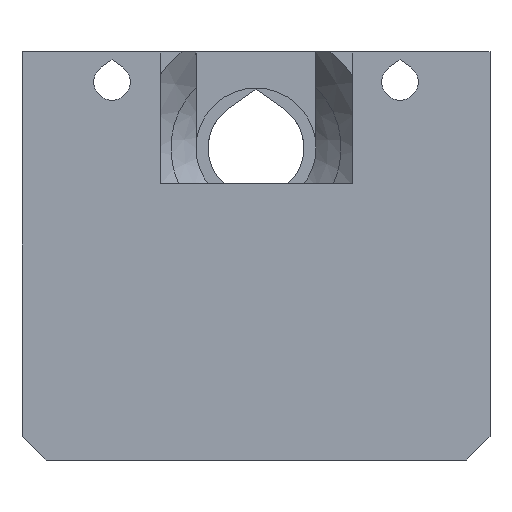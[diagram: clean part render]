
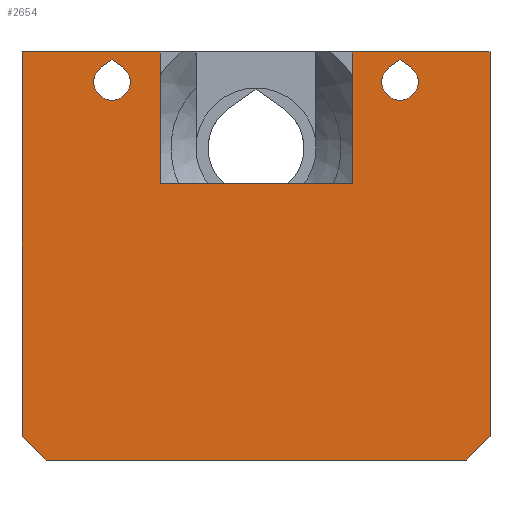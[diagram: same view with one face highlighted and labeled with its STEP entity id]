
A CAD part, front view. The second image highlights one B-rep face of the part: STEP entity #2654.
In plain terms, the highlighted planar face has unit normal (0, -1, 0).
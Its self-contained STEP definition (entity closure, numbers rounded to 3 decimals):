
#32=FACE_BOUND('',#1057,.T.);
#33=FACE_BOUND('',#1058,.T.);
#134=PLANE('',#2848);
#167=LINE('',#3654,#475);
#179=LINE('',#3686,#487);
#212=LINE('',#3758,#520);
#215=LINE('',#3763,#523);
#216=LINE('',#3765,#524);
#306=LINE('',#3989,#614);
#308=LINE('',#3992,#616);
#423=LINE('',#4291,#731);
#425=LINE('',#4295,#733);
#430=LINE('',#4305,#738);
#433=LINE('',#4310,#741);
#437=LINE('',#4319,#745);
#441=LINE('',#4326,#749);
#444=LINE('',#4333,#752);
#475=VECTOR('',#2945,10.);
#487=VECTOR('',#2957,10.);
#520=VECTOR('',#3018,10.);
#523=VECTOR('',#3023,10.);
#524=VECTOR('',#3026,10.);
#614=VECTOR('',#3226,10.);
#616=VECTOR('',#3230,10.);
#731=VECTOR('',#3491,10.);
#733=VECTOR('',#3495,10.);
#738=VECTOR('',#3504,10.);
#741=VECTOR('',#3509,10.);
#745=VECTOR('',#3517,10.);
#749=VECTOR('',#3525,10.);
#752=VECTOR('',#3536,10.);
#906=FACE_OUTER_BOUND('',#1056,.T.);
#1056=EDGE_LOOP('',(#2466,#2467,#2468,#2469,#2470,#2471,#2472,#2473,#2474,
#2475));
#1057=EDGE_LOOP('',(#2476,#2477,#2478));
#1058=EDGE_LOOP('',(#2479,#2480,#2481));
#1132=CIRCLE('',#2847,1.525);
#1133=CIRCLE('',#2849,1.525);
#1169=VERTEX_POINT('',#3651);
#1170=VERTEX_POINT('',#3653);
#1183=VERTEX_POINT('',#3683);
#1184=VERTEX_POINT('',#3685);
#1208=VERTEX_POINT('',#3755);
#1209=VERTEX_POINT('',#3757);
#1210=VERTEX_POINT('',#3761);
#1283=VERTEX_POINT('',#3988);
#1376=VERTEX_POINT('',#4289);
#1377=VERTEX_POINT('',#4293);
#1379=VERTEX_POINT('',#4302);
#1380=VERTEX_POINT('',#4304);
#1381=VERTEX_POINT('',#4308);
#1383=VERTEX_POINT('',#4316);
#1384=VERTEX_POINT('',#4318);
#1385=VERTEX_POINT('',#4325);
#1431=EDGE_CURVE('',#1170,#1169,#167,.T.);
#1445=EDGE_CURVE('',#1184,#1183,#179,.T.);
#1482=EDGE_CURVE('',#1209,#1208,#212,.T.);
#1485=EDGE_CURVE('',#1208,#1210,#215,.T.);
#1486=EDGE_CURVE('',#1184,#1210,#216,.T.);
#1592=EDGE_CURVE('',#1283,#1209,#306,.T.);
#1594=EDGE_CURVE('',#1283,#1169,#308,.T.);
#1739=EDGE_CURVE('',#1183,#1376,#423,.T.);
#1741=EDGE_CURVE('',#1377,#1170,#425,.T.);
#1746=EDGE_CURVE('',#1380,#1379,#430,.T.);
#1749=EDGE_CURVE('',#1379,#1381,#433,.T.);
#1753=EDGE_CURVE('',#1384,#1383,#437,.T.);
#1757=EDGE_CURVE('',#1385,#1384,#441,.T.);
#1760=EDGE_CURVE('',#1380,#1381,#1132,.T.);
#1761=EDGE_CURVE('',#1376,#1377,#444,.T.);
#1762=EDGE_CURVE('',#1385,#1383,#1133,.T.);
#2466=ORIENTED_EDGE('',*,*,#1592,.T.);
#2467=ORIENTED_EDGE('',*,*,#1482,.T.);
#2468=ORIENTED_EDGE('',*,*,#1485,.T.);
#2469=ORIENTED_EDGE('',*,*,#1486,.F.);
#2470=ORIENTED_EDGE('',*,*,#1445,.T.);
#2471=ORIENTED_EDGE('',*,*,#1739,.T.);
#2472=ORIENTED_EDGE('',*,*,#1761,.T.);
#2473=ORIENTED_EDGE('',*,*,#1741,.T.);
#2474=ORIENTED_EDGE('',*,*,#1431,.T.);
#2475=ORIENTED_EDGE('',*,*,#1594,.F.);
#2476=ORIENTED_EDGE('',*,*,#1746,.T.);
#2477=ORIENTED_EDGE('',*,*,#1749,.T.);
#2478=ORIENTED_EDGE('',*,*,#1760,.F.);
#2479=ORIENTED_EDGE('',*,*,#1753,.T.);
#2480=ORIENTED_EDGE('',*,*,#1762,.F.);
#2481=ORIENTED_EDGE('',*,*,#1757,.T.);
#2654=ADVANCED_FACE('',(#906,#32,#33),#134,.T.);
#2847=AXIS2_PLACEMENT_3D('',#4331,#3532,#3533);
#2848=AXIS2_PLACEMENT_3D('',#4332,#3534,#3535);
#2849=AXIS2_PLACEMENT_3D('',#4334,#3537,#3538);
#2945=DIRECTION('',(-1.,0.,0.));
#2957=DIRECTION('',(-1.,0.,0.));
#3018=DIRECTION('',(1.,0.,0.));
#3023=DIRECTION('',(0.707,0.,0.707));
#3026=DIRECTION('',(0.,0.,-1.));
#3226=DIRECTION('',(0.707,0.,-0.707));
#3230=DIRECTION('',(0.,0.,1.));
#3491=DIRECTION('',(0.,0.,-1.));
#3495=DIRECTION('',(0.,0.,1.));
#3504=DIRECTION('',(0.819,0.,0.574));
#3509=DIRECTION('',(0.819,0.,-0.574));
#3517=DIRECTION('',(0.819,0.,-0.574));
#3525=DIRECTION('',(0.819,0.,0.574));
#3532=DIRECTION('center_axis',(0.,-1.,0.));
#3533=DIRECTION('ref_axis',(1.,0.,0.));
#3534=DIRECTION('center_axis',(0.,-1.,0.));
#3535=DIRECTION('ref_axis',(0.,0.,1.));
#3536=DIRECTION('',(-1.,0.,0.));
#3537=DIRECTION('center_axis',(0.,-1.,0.));
#3538=DIRECTION('ref_axis',(1.,0.,0.));
#3651=CARTESIAN_POINT('',(-19.5,-110.,8.001));
#3653=CARTESIAN_POINT('',(-8.,-110.,8.001));
#3654=CARTESIAN_POINT('',(-4.75,-110.,8.001));
#3683=CARTESIAN_POINT('',(8.,-110.,8.001));
#3685=CARTESIAN_POINT('',(19.5,-110.,8.001));
#3686=CARTESIAN_POINT('',(3.279,-110.,8.001));
#3755=CARTESIAN_POINT('',(17.5,-110.,-26.));
#3757=CARTESIAN_POINT('',(-17.5,-110.,-26.));
#3758=CARTESIAN_POINT('',(-6.557,-110.,-26.));
#3761=CARTESIAN_POINT('',(19.5,-110.,-24.));
#3763=CARTESIAN_POINT('',(16.328,-110.,-27.172));
#3765=CARTESIAN_POINT('',(19.5,-110.,7.001));
#3988=CARTESIAN_POINT('',(-19.5,-110.,-24.));
#3989=CARTESIAN_POINT('',(-29.235,-110.,-14.265));
#3992=CARTESIAN_POINT('',(-19.5,-110.,-26.));
#4289=CARTESIAN_POINT('',(8.,-110.,-2.999));
#4291=CARTESIAN_POINT('',(8.,-110.,8.814));
#4293=CARTESIAN_POINT('',(-8.,-110.,-2.999));
#4295=CARTESIAN_POINT('',(-8.,-110.,8.814));
#4302=CARTESIAN_POINT('',(-12.,-110.,7.364));
#4304=CARTESIAN_POINT('',(-12.875,-110.,6.751));
#4305=CARTESIAN_POINT('',(-15.114,-110.,5.183));
#4308=CARTESIAN_POINT('',(-11.125,-110.,6.751));
#4310=CARTESIAN_POINT('',(-16.914,-110.,10.805));
#4316=CARTESIAN_POINT('',(12.875,-110.,6.751));
#4318=CARTESIAN_POINT('',(12.,-110.,7.364));
#4319=CARTESIAN_POINT('',(-1.302,-110.,16.678));
#4325=CARTESIAN_POINT('',(11.125,-110.,6.751));
#4326=CARTESIAN_POINT('',(0.498,-110.,-0.69));
#4331=CARTESIAN_POINT('Origin',(-12.,-110.,5.502));
#4332=CARTESIAN_POINT('Origin',(-23.812,-110.,10.626));
#4333=CARTESIAN_POINT('',(-11.906,-110.,-2.999));
#4334=CARTESIAN_POINT('Origin',(12.,-110.,5.502));
